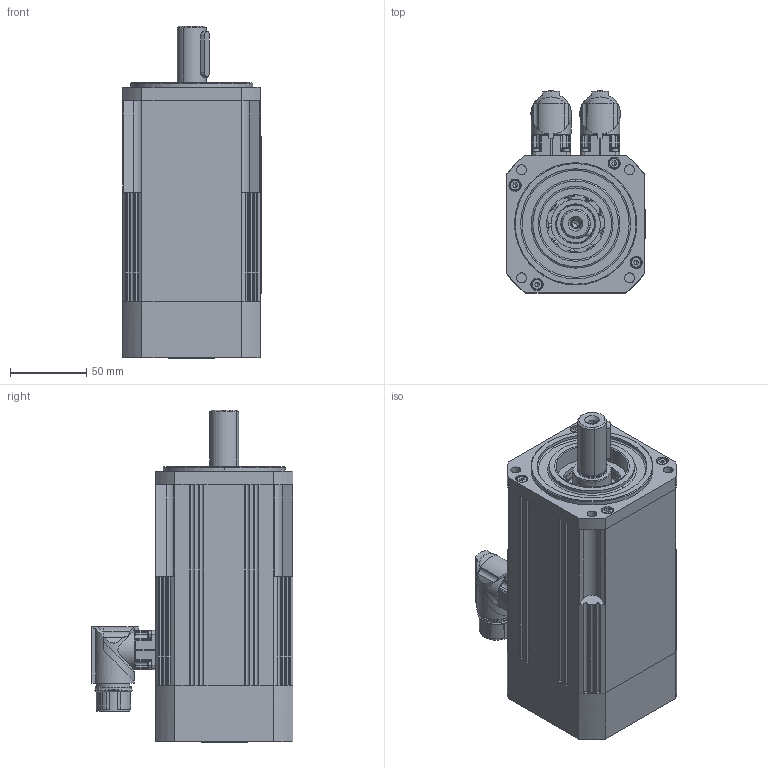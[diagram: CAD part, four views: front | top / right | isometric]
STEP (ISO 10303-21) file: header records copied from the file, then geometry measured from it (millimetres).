
FILE_DESCRIPTION((''),'2;1');
FILE_NAME('FP 409 Resolver + Fre.stp','2011-11-11T08:44:33',('jlopez'),(''),'Autodesk Inventor 9','Autodesk Inventor 9','');
FILE_SCHEMA(('AUTOMOTIVE_DESIGN { 1 0 10303 214 1 1 1 1 }'));
Length unit declared in the file: millimetre
Products named in the file (1): Pieza1
Bounding box: 90.5 x 132.15 x 217.2 mm (x, y, z)
Volume: 32849 mm3; surface area: 162706.7 mm2
Topology: 21 solids, 29 shells, 1366 faces, 3664 edges, 2266 vertices
Faces by surface type: cylinder 560, plane 444, bspline 154, cone 92, sphere 64, torus 52
Entity records: 44375 total; most frequent: CARTESIAN_POINT 10732, DIRECTION 7382, ORIENTED_EDGE 6976, EDGE_CURVE 3488, AXIS2_PLACEMENT_3D 2972, VERTEX_POINT 2248, CIRCLE 1639, EDGE_LOOP 1570
